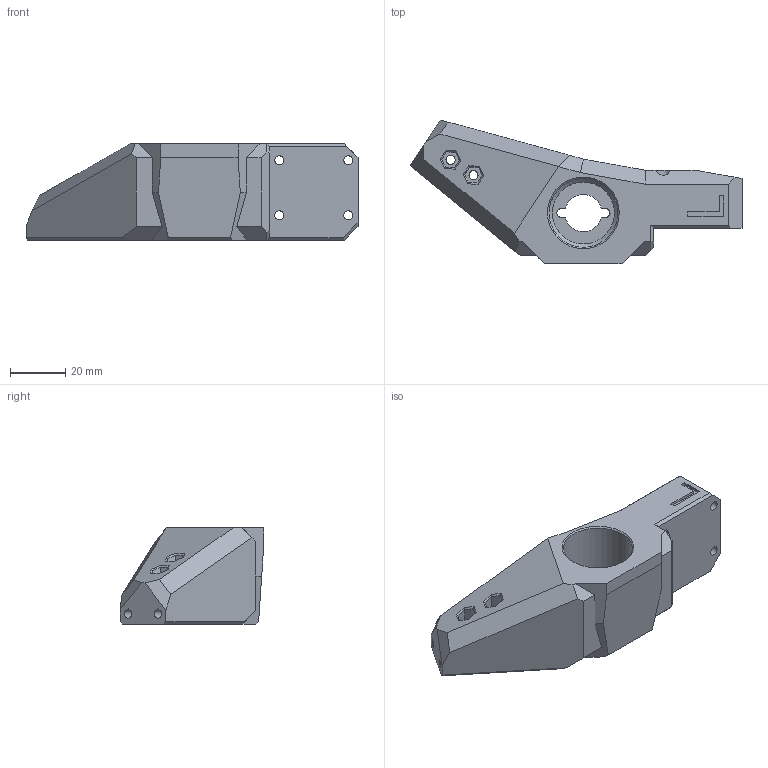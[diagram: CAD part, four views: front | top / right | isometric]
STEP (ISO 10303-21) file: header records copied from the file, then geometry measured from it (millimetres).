
FILE_DESCRIPTION(/* description */ (''),/* implementation_level */ '2;1');
FILE_NAME(/* name */ 'BedArmLeftFor4040.stp',/* time_stamp */ '2024-01-09T09:17:17+01:00',/* author */ ('nilsb'),/* organization */ (''),/* preprocessor_version */ 'ST-DEVELOPER v19.2',/* originating_system */ 'Autodesk Inventor 2023',/* authorisation */ '');
FILE_SCHEMA (('AUTOMOTIVE_DESIGN { 1 0 10303 214 3 1 1 }'));
Length unit declared in the file: millimetre
Products named in the file (1): Bed Arm Left for 4040
Bounding box: 120.36 x 52.2 x 35 mm (x, y, z)
Volume: 88196.8 mm3; surface area: 19419 mm2
Topology: 1 solids, 1 shells, 131 faces, 350 edges, 227 vertices
Faces by surface type: plane 111, cylinder 18, cone 2
Full cylindrical faces by diameter (mm): 3.3 x6, 5.6 x4, 22.5 x1, 25 x1
Entity records: 4234 total; most frequent: CARTESIAN_POINT 709, ORIENTED_EDGE 700, DIRECTION 657, EDGE_CURVE 350, LINE 307, VECTOR 307, VERTEX_POINT 227, AXIS2_PLACEMENT_3D 175
